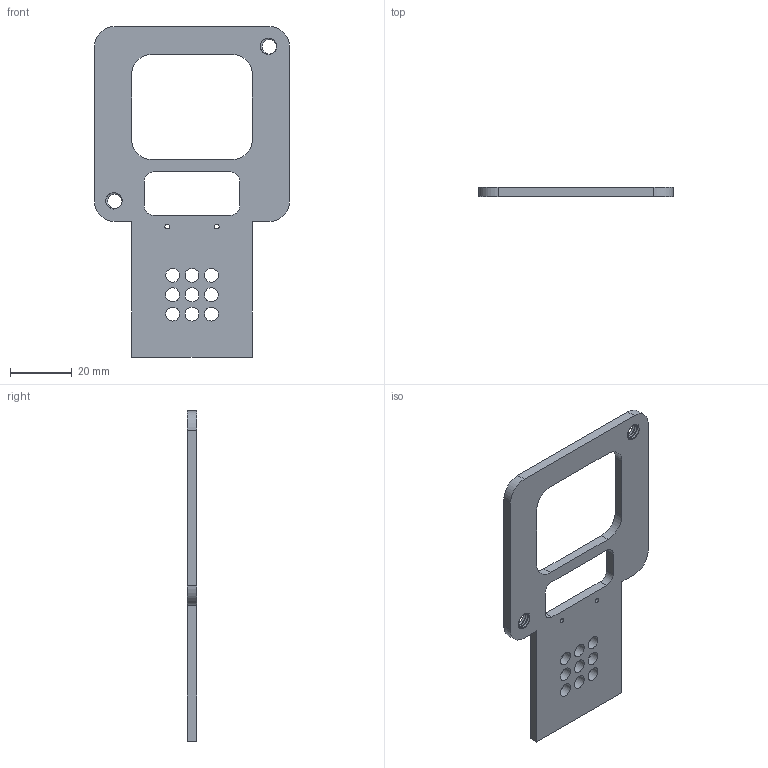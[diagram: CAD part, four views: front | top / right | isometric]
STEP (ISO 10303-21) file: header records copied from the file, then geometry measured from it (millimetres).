
FILE_DESCRIPTION(('FreeCAD Model'),'2;1');
FILE_NAME('Open CASCADE Shape Model','2024-10-11T19:21:12',(''),(''), 'Open CASCADE STEP processor 7.6','FreeCAD','Unknown');
FILE_SCHEMA(('CONFIG_CONTROL_DESIGN','SHAPE_APPEARANCE_LAYER_MIM'));
Length unit declared in the file: millimetre
Products named in the file (1): VerticalRotationSupportBracket
Bounding box: 63 x 3 x 107 mm (x, y, z)
Volume: 11223.2 mm3; surface area: 9704.7 mm2
Topology: 1 solids, 1 shells, 51 faces, 175 edges, 126 vertices
Faces by surface type: cylinder 27, plane 18, bspline 4, cone 2
Full cylindrical faces by diameter (mm): 1.5 x2, 4.5 x9
Entity records: 4898 total; most frequent: CARTESIAN_POINT 3276, ORIENTED_EDGE 350, DIRECTION 293, EDGE_CURVE 175, VERTEX_POINT 126, AXIS2_PLACEMENT_3D 110, FACE_BOUND 81, EDGE_LOOP 81
